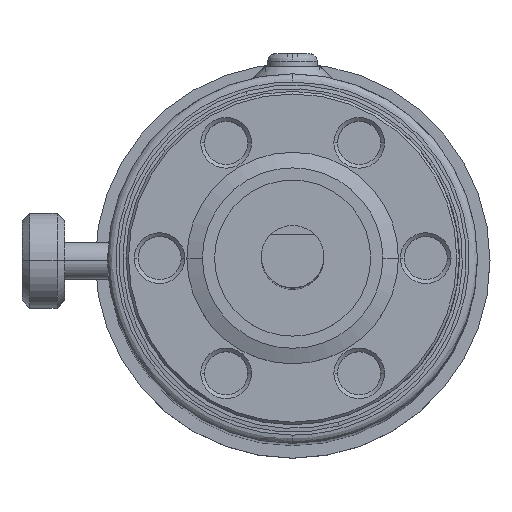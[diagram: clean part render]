
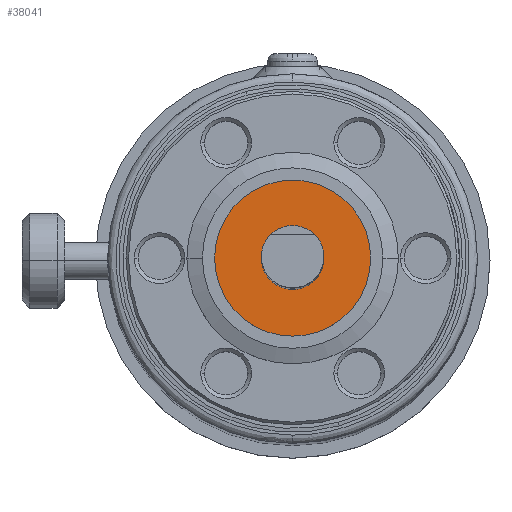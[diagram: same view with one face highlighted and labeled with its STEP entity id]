
A CAD part, top view. The second image highlights one B-rep face of the part: STEP entity #38041.
In plain terms, the highlighted planar face has unit normal (0, 0, 1).
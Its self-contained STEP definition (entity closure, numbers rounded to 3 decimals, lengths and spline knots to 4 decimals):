
#4929 = AXIS2_PLACEMENT_3D ( 'NONE', #38186, #38197, #38199 ) ;
#7350 = ORIENTED_EDGE ( 'NONE', *, *, #13432, .T. ) ;
#7360 = ORIENTED_EDGE ( 'NONE', *, *, #84058, .T. ) ;
#7572 = ORIENTED_EDGE ( 'NONE', *, *, #84416, .T. ) ;
#7872 = ORIENTED_EDGE ( 'NONE', *, *, #84797, .T. ) ;
#9336 = CARTESIAN_POINT ( 'NONE',  ( 0., -0.3175, -0.1549 ) ) ;
#9339 = CARTESIAN_POINT ( 'NONE',  ( 0., 0.3175, -0.1549 ) ) ;
#9340 = CARTESIAN_POINT ( 'NONE',  ( 0.7912, 0., -0.1549 ) ) ;
#9341 = CARTESIAN_POINT ( 'NONE',  ( -0.7912, 0., -0.1549 ) ) ;
#10683 = FACE_OUTER_BOUND ( 'NONE', #32766, .T. ) ;
#10688 = FACE_BOUND ( 'NONE', #32898, .T. ) ;
#13432 = EDGE_CURVE ( 'NONE', #63400, #63397, #74284, .T. ) ;
#32766 = EDGE_LOOP ( 'NONE', ( #7360, #7572 ) ) ;
#32898 = EDGE_LOOP ( 'NONE', ( #7872, #7350 ) ) ;
#38041 = ADVANCED_FACE ( 'NONE', ( #10683, #10688 ), #38193, .T. ) ;
#38186 = CARTESIAN_POINT ( 'NONE',  ( 0.7353, 0.2048, -0.1549 ) ) ;
#38193 = PLANE ( 'NONE',  #4929 ) ;
#38197 = DIRECTION ( 'NONE',  ( 0., 0., 1. ) ) ;
#38199 = DIRECTION ( 'NONE',  ( 0., -1., 0. ) ) ;
#62122 = DIRECTION ( 'NONE',  ( 0., 0., -1. ) ) ;
#62325 = DIRECTION ( 'NONE',  ( 0., -1., 0. ) ) ;
#62413 = CARTESIAN_POINT ( 'NONE',  ( 0., 0., -0.1549 ) ) ;
#63397 = VERTEX_POINT ( 'NONE', #9336 ) ;
#63400 = VERTEX_POINT ( 'NONE', #9339 ) ;
#63401 = VERTEX_POINT ( 'NONE', #9340 ) ;
#63402 = VERTEX_POINT ( 'NONE', #9341 ) ;
#68256 = AXIS2_PLACEMENT_3D ( 'NONE', #77753, #77755, #77757 ) ;
#68324 = AXIS2_PLACEMENT_3D ( 'NONE', #78523, #78524, #78525 ) ;
#72048 = CIRCLE ( 'NONE', #68256, 0.7912 ) ;
#74284 = CIRCLE ( 'NONE', #81214, 0.3175 ) ;
#74643 = AXIS2_PLACEMENT_3D ( 'NONE', #79662, #79663, #79664 ) ;
#77753 = CARTESIAN_POINT ( 'NONE',  ( 0., 0., -0.1549 ) ) ;
#77755 = DIRECTION ( 'NONE',  ( 0., 0., 1. ) ) ;
#77757 = DIRECTION ( 'NONE',  ( 1., 0., 0. ) ) ;
#78523 = CARTESIAN_POINT ( 'NONE',  ( 0., 0., -0.1549 ) ) ;
#78524 = DIRECTION ( 'NONE',  ( 0., 0., 1. ) ) ;
#78525 = DIRECTION ( 'NONE',  ( 1., 0., 0. ) ) ;
#78793 = CIRCLE ( 'NONE', #68324, 0.7912 ) ;
#79018 = CIRCLE ( 'NONE', #74643, 0.3175 ) ;
#79662 = CARTESIAN_POINT ( 'NONE',  ( 0., 0., -0.1549 ) ) ;
#79663 = DIRECTION ( 'NONE',  ( 0., 0., -1. ) ) ;
#79664 = DIRECTION ( 'NONE',  ( 0., -1., 0. ) ) ;
#81214 = AXIS2_PLACEMENT_3D ( 'NONE', #62413, #62122, #62325 ) ;
#84058 = EDGE_CURVE ( 'NONE', #63401, #63402, #72048, .T. ) ;
#84416 = EDGE_CURVE ( 'NONE', #63402, #63401, #78793, .T. ) ;
#84797 = EDGE_CURVE ( 'NONE', #63397, #63400, #79018, .T. ) ;
